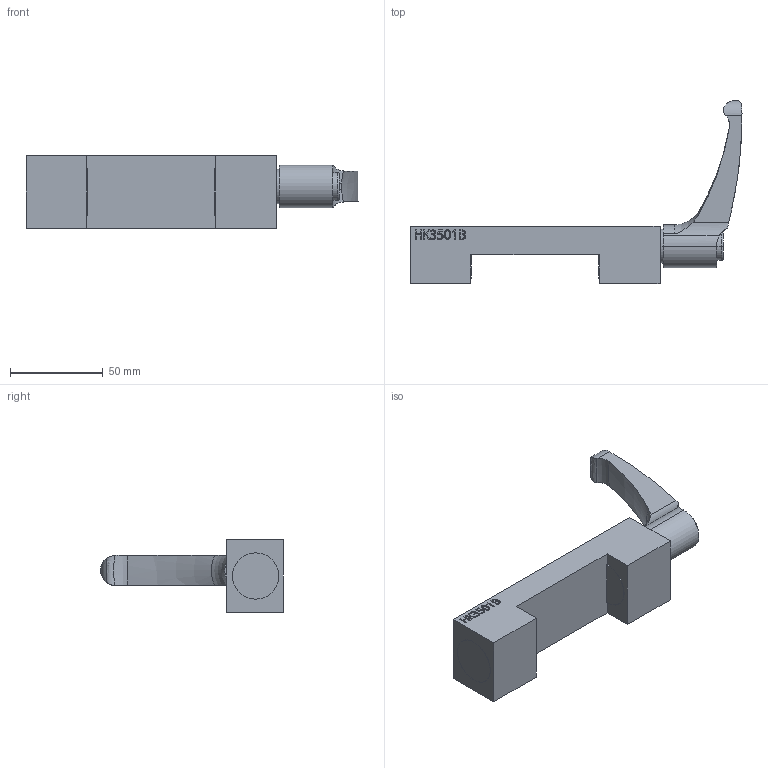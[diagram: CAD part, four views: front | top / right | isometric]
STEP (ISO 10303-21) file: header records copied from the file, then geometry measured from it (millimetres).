
FILE_DESCRIPTION(('HOOPS Exchange Step'),'2;1');
FILE_NAME('export-DDFF6FEF-2FDD-44C3-8E9D-1C67232FEC3F.stp','2024-08-09T16:54:13+02:00',('Engineering'),('Alibre'),'HOOPS Exchange 2023.0','Alibre','Unknown authorisation');
FILE_SCHEMA( ('AP242_MANAGED_MODEL_BASED_3D_ENGINEERING_MIM_LF {1 0 10303 442 1 1 4 }') );
Length unit declared in the file: millimetre
Products named in the file (3): 6913-1 HK3501B - Wide - Manual Clamping Element - BASE; 6913-2 HK3501B - Wide - Manual Clamping Element - CLAMP; 6913 HK3501B - Wide - Manual Clamping Element
Assembly tree (2 placements, depth 2):
  6913 HK3501B - Wide - Manual Clamping Element
    6913-1 HK3501B - Wide - Manual Clamping Element - BASE
    6913-2 HK3501B - Wide - Manual Clamping Element - CLAMP
Bounding box: 179.4 x 98.86 x 39 mm (x, y, z)
Volume: 145843.3 mm3; surface area: 28735.7 mm2
Topology: 2 solids, 2 shells, 301 faces, 828 edges, 542 vertices
Faces by surface type: cylinder 169, plane 103, cone 18, torus 11
Entity records: 9827 total; most frequent: CARTESIAN_POINT 1821, DIRECTION 1753, ORIENTED_EDGE 1640, EDGE_CURVE 820, AXIS2_PLACEMENT_3D 660, VERTEX_POINT 542, VECTOR 433, LINE 433
